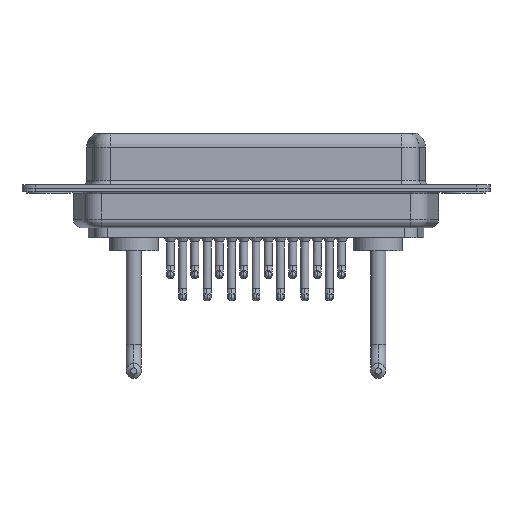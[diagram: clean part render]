
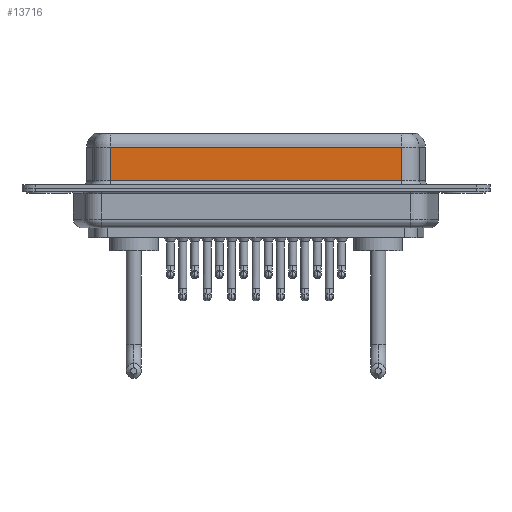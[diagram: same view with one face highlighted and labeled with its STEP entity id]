
A CAD part, front view. The second image highlights one B-rep face of the part: STEP entity #13716.
In plain terms, the highlighted planar face has unit normal (0, -1, 0).
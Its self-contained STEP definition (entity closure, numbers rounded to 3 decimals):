
#103 = CARTESIAN_POINT ( 'NONE',  ( 40.037, -3.95, 6.4 ) ) ;
#2238 = VECTOR ( 'NONE', #4950, 1000. ) ;
#2480 = CARTESIAN_POINT ( 'NONE',  ( 40.037, -3.95, 6.4 ) ) ;
#3177 = CARTESIAN_POINT ( 'NONE',  ( 7.013, -3.95, 0.9 ) ) ;
#3221 = VERTEX_POINT ( 'NONE', #3177 ) ;
#3319 = ORIENTED_EDGE ( 'NONE', *, *, #6310, .F. ) ;
#3364 = CARTESIAN_POINT ( 'NONE',  ( 40.037, -3.95, 4.65 ) ) ;
#3726 = CARTESIAN_POINT ( 'NONE',  ( 40.037, -3.95, 4.65 ) ) ;
#4193 = CARTESIAN_POINT ( 'NONE',  ( 7.013, -3.95, 4.65 ) ) ;
#4539 = DIRECTION ( 'NONE',  ( 0., 0., -1. ) ) ;
#4752 = ORIENTED_EDGE ( 'NONE', *, *, #18361, .T. ) ;
#4950 = DIRECTION ( 'NONE',  ( 0., 0., -1. ) ) ;
#5288 = AXIS2_PLACEMENT_3D ( 'NONE', #2480, #11420, #14016 ) ;
#5609 = VERTEX_POINT ( 'NONE', #3726 ) ;
#5979 = CARTESIAN_POINT ( 'NONE',  ( 40.037, -3.95, 0.9 ) ) ;
#6296 = VECTOR ( 'NONE', #4539, 1000. ) ;
#6300 = LINE ( 'NONE', #12174, #2238 ) ;
#6310 = EDGE_CURVE ( 'NONE', #5609, #7448, #13110, .T. ) ;
#6989 = EDGE_LOOP ( 'NONE', ( #3319, #14587, #12842, #4752 ) ) ;
#7448 = VERTEX_POINT ( 'NONE', #11045 ) ;
#8372 = LINE ( 'NONE', #5979, #10160 ) ;
#9049 = LINE ( 'NONE', #3364, #11011 ) ;
#9172 = VERTEX_POINT ( 'NONE', #4193 ) ;
#9238 = DIRECTION ( 'NONE',  ( -1., 0., 0. ) ) ;
#10160 = VECTOR ( 'NONE', #16351, 1000. ) ;
#11011 = VECTOR ( 'NONE', #9238, 1000. ) ;
#11045 = CARTESIAN_POINT ( 'NONE',  ( 40.037, -3.95, 0.9 ) ) ;
#11420 = DIRECTION ( 'NONE',  ( 0., 1., 0. ) ) ;
#12174 = CARTESIAN_POINT ( 'NONE',  ( 7.013, -3.95, 6.4 ) ) ;
#12842 = ORIENTED_EDGE ( 'NONE', *, *, #14105, .T. ) ;
#12857 = PLANE ( 'NONE',  #5288 ) ;
#13110 = LINE ( 'NONE', #103, #6296 ) ;
#13716 = ADVANCED_FACE ( 'NONE', ( #18641 ), #12857, .F. ) ;
#14016 = DIRECTION ( 'NONE',  ( 0., 0., 1. ) ) ;
#14105 = EDGE_CURVE ( 'NONE', #9172, #3221, #6300, .T. ) ;
#14587 = ORIENTED_EDGE ( 'NONE', *, *, #14872, .T. ) ;
#14872 = EDGE_CURVE ( 'NONE', #5609, #9172, #9049, .T. ) ;
#16351 = DIRECTION ( 'NONE',  ( 1., 0., 0. ) ) ;
#18361 = EDGE_CURVE ( 'NONE', #3221, #7448, #8372, .T. ) ;
#18641 = FACE_OUTER_BOUND ( 'NONE', #6989, .T. ) ;
